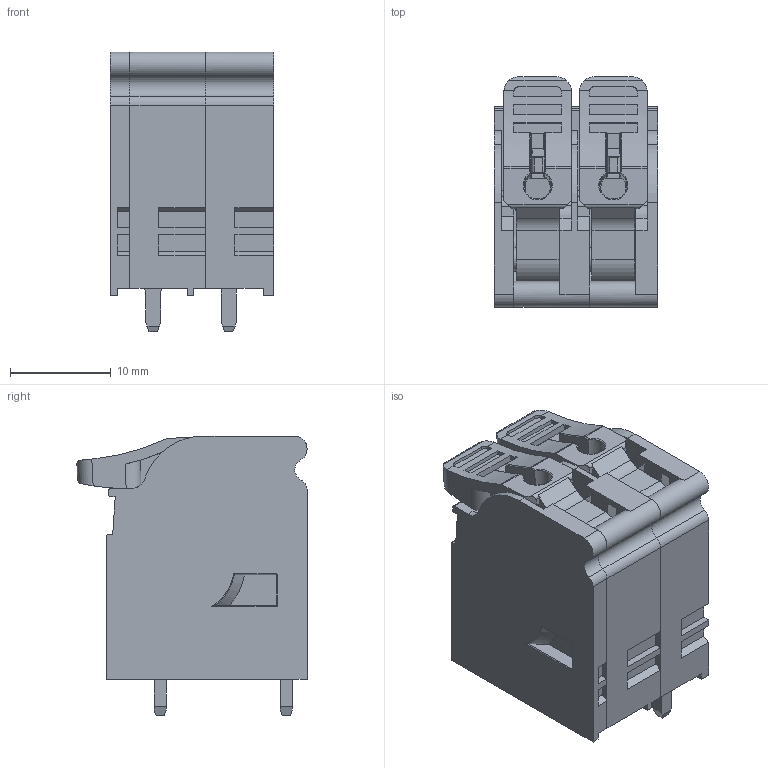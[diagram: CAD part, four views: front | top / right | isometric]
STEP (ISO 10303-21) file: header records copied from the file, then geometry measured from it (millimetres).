
FILE_DESCRIPTION( ( 'Unknown' ), '1' );
FILE_NAME( '691404910002MB.stp', 'Unknown', ( 'Unknown' ), ( 'Unknown' ), 'PSStep 18.0.17', 'Unknown', ' ' );
FILE_SCHEMA( ( 'AUTOMOTIVE_DESIGN { 1 0 10303 214 1 1 1 1 }' ) );
Length unit declared in the file: millimetre
Products named in the file (11): 6914049100xxB_Center2; 6914049100xx_Center; 6914049100xx_Lever; 6914049100xx_Spring; 6914049100xx_Pin2; 6914049100xx_Spring2; 6914049100xxMB_Start; 6914049100xx_Start; 6914049100xx_Pin; Assem1; 6914049100xx_End plate
Assembly tree (13 placements, depth 3):
  Assem1
    6914049100xx_End plate
    6914049100xxMB_Start
      6914049100xx_Start
      6914049100xx_Spring
      6914049100xx_Pin
      6914049100xx_Lever
      6914049100xx_Spring2
    6914049100xxB_Center2
      6914049100xx_Center
      6914049100xx_Lever
      6914049100xx_Spring
      6914049100xx_Pin2
      6914049100xx_Spring2
Bounding box: 16.2 x 22.8 x 27.7 mm (x, y, z)
Volume: 3742.7 mm3; surface area: 9612 mm2
Topology: 11 solids, 11 shells, 1401 faces, 3789 edges, 2489 vertices
Faces by surface type: plane 891, cylinder 448, torus 42, cone 12, bspline 8
Full cylindrical faces by diameter (mm): 0.4 x2, 0.6 x8, 0.64 x8, 1 x8, 1.5 x32, 1.6 x2, 2 x2, 2.2 x4, 2.25 x2, 2.4 x4
Entity records: 48153 total; most frequent: CARTESIAN_POINT 7996, DIRECTION 6319, ORIENTED_EDGE 6246, EDGE_CURVE 3123, LINE 2187, VECTOR 2187, VERTEX_POINT 2106, AXIS2_PLACEMENT_3D 2066
